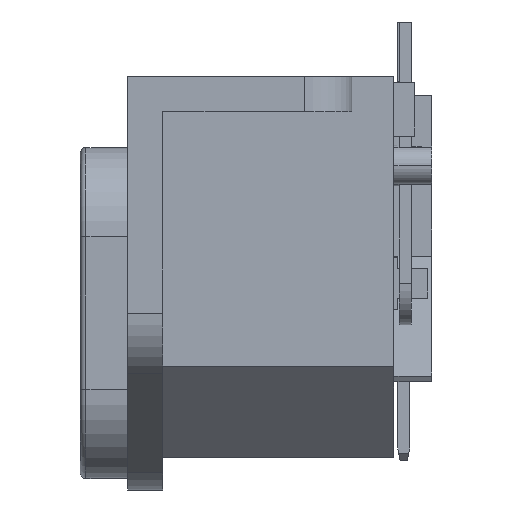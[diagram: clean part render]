
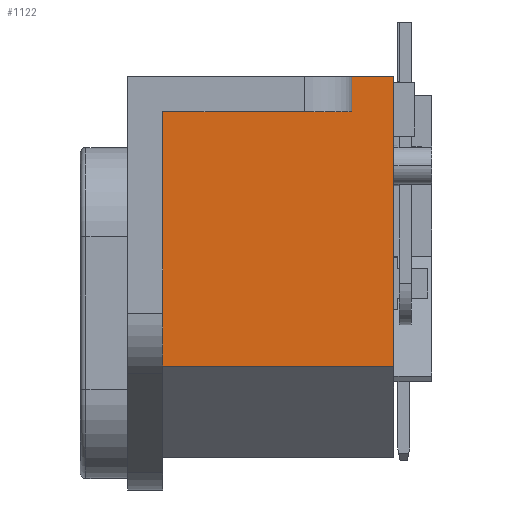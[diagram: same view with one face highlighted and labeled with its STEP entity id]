
A CAD part, left-side view. The second image highlights one B-rep face of the part: STEP entity #1122.
In plain terms, the highlighted planar face has unit normal (-1, 0, 0).
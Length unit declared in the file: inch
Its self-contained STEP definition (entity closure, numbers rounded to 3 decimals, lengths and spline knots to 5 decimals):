
#191 = DIRECTION ( 'NONE',  ( 0., 0., -1. ) ) ;
#463 = ORIENTED_EDGE ( 'NONE', *, *, #7394, .F. ) ;
#568 = EDGE_LOOP ( 'NONE', ( #10196, #6182, #9995, #8639, #689, #463 ) ) ;
#689 = ORIENTED_EDGE ( 'NONE', *, *, #5271, .T. ) ;
#995 = CARTESIAN_POINT ( 'NONE',  ( -0.52992, -0.5, -0.09291 ) ) ;
#1016 = VERTEX_POINT ( 'NONE', #995 ) ;
#1122 = ADVANCED_FACE ( 'NONE', ( #8592 ), #3583, .T. ) ;
#1152 = LINE ( 'NONE', #10159, #6581 ) ;
#1855 = VERTEX_POINT ( 'NONE', #2245 ) ;
#1893 = DIRECTION ( 'NONE',  ( 0., 1., 0. ) ) ;
#1977 = LINE ( 'NONE', #6774, #4984 ) ;
#2245 = CARTESIAN_POINT ( 'NONE',  ( -0.52992, -0.61102, -0.76732 ) ) ;
#2592 = VERTEX_POINT ( 'NONE', #3126 ) ;
#2617 = VERTEX_POINT ( 'NONE', #8088 ) ;
#2663 = CARTESIAN_POINT ( 'NONE',  ( -0.52992, -0.61102, -0.76732 ) ) ;
#3126 = CARTESIAN_POINT ( 'NONE',  ( -0.52992, 0., -0.09291 ) ) ;
#3583 = PLANE ( 'NONE',  #6805 ) ;
#3659 = CARTESIAN_POINT ( 'NONE',  ( -0.52992, -0.61102, 0. ) ) ;
#4290 = LINE ( 'NONE', #5912, #8468 ) ;
#4753 = EDGE_CURVE ( 'NONE', #10482, #7343, #8516, .T. ) ;
#4984 = VECTOR ( 'NONE', #8558, 39.37008 ) ;
#5039 = VECTOR ( 'NONE', #1893, 39.37008 ) ;
#5271 = EDGE_CURVE ( 'NONE', #7343, #1016, #1977, .T. ) ;
#5912 = CARTESIAN_POINT ( 'NONE',  ( -0.52992, 0., -0.09291 ) ) ;
#5971 = CARTESIAN_POINT ( 'NONE',  ( -0.52992, -0.5, 0. ) ) ;
#6182 = ORIENTED_EDGE ( 'NONE', *, *, #9364, .F. ) ;
#6581 = VECTOR ( 'NONE', #6912, 39.37008 ) ;
#6734 = EDGE_CURVE ( 'NONE', #2592, #2617, #8175, .T. ) ;
#6774 = CARTESIAN_POINT ( 'NONE',  ( -0.52992, -0.5, 0. ) ) ;
#6805 = AXIS2_PLACEMENT_3D ( 'NONE', #2663, #6918, #10214 ) ;
#6912 = DIRECTION ( 'NONE',  ( 0., 0., 1. ) ) ;
#6918 = DIRECTION ( 'NONE',  ( -1., 0., 0. ) ) ;
#7343 = VERTEX_POINT ( 'NONE', #5971 ) ;
#7394 = EDGE_CURVE ( 'NONE', #2592, #1016, #4290, .T. ) ;
#7576 = CARTESIAN_POINT ( 'NONE',  ( -0.52992, 0., -0.09291 ) ) ;
#7616 = CARTESIAN_POINT ( 'NONE',  ( -0.52992, -0.61102, -0.76732 ) ) ;
#7742 = DIRECTION ( 'NONE',  ( 0., -1., 0. ) ) ;
#7772 = EDGE_CURVE ( 'NONE', #1855, #10482, #1152, .T. ) ;
#7902 = VECTOR ( 'NONE', #10139, 39.37008 ) ;
#8088 = CARTESIAN_POINT ( 'NONE',  ( -0.52992, 0., -0.76732 ) ) ;
#8175 = LINE ( 'NONE', #7576, #10002 ) ;
#8417 = LINE ( 'NONE', #7616, #5039 ) ;
#8468 = VECTOR ( 'NONE', #7742, 39.37008 ) ;
#8516 = LINE ( 'NONE', #3659, #7902 ) ;
#8558 = DIRECTION ( 'NONE',  ( 0., 0., -1. ) ) ;
#8580 = CARTESIAN_POINT ( 'NONE',  ( -0.52992, -0.61102, 0. ) ) ;
#8592 = FACE_OUTER_BOUND ( 'NONE', #568, .T. ) ;
#8639 = ORIENTED_EDGE ( 'NONE', *, *, #4753, .T. ) ;
#9364 = EDGE_CURVE ( 'NONE', #1855, #2617, #8417, .T. ) ;
#9995 = ORIENTED_EDGE ( 'NONE', *, *, #7772, .T. ) ;
#10002 = VECTOR ( 'NONE', #191, 39.37008 ) ;
#10139 = DIRECTION ( 'NONE',  ( 0., 1., 0. ) ) ;
#10159 = CARTESIAN_POINT ( 'NONE',  ( -0.52992, -0.61102, -0.76732 ) ) ;
#10196 = ORIENTED_EDGE ( 'NONE', *, *, #6734, .T. ) ;
#10214 = DIRECTION ( 'NONE',  ( 0., 0., 1. ) ) ;
#10482 = VERTEX_POINT ( 'NONE', #8580 ) ;
